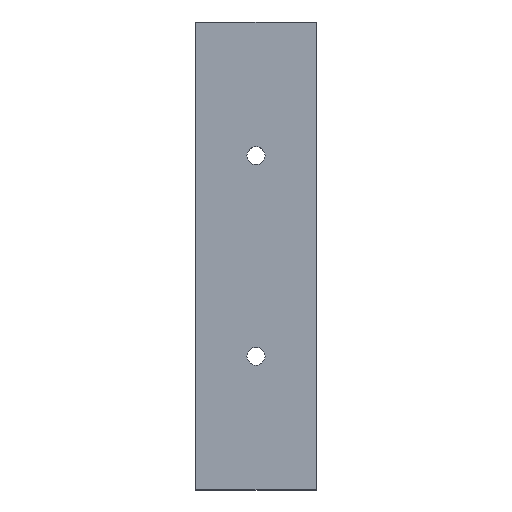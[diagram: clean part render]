
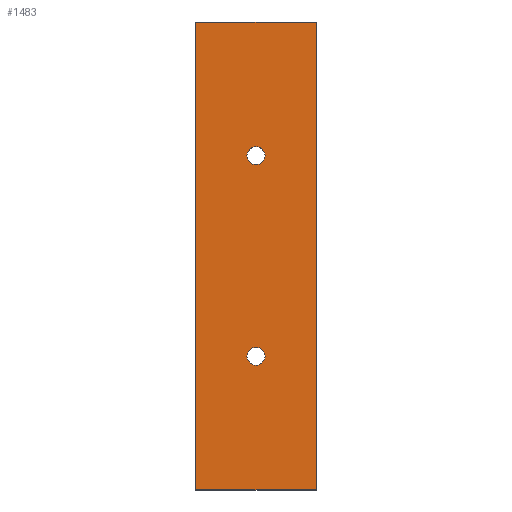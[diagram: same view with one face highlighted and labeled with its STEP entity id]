
A CAD part, top view. The second image highlights one B-rep face of the part: STEP entity #1483.
In plain terms, the highlighted planar face has unit normal (0, 0, 1).
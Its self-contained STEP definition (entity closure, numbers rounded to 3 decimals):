
#1338=CARTESIAN_POINT('',(6.75,75.0,90.0));
#1339=VERTEX_POINT('',#1338);
#1340=CARTESIAN_POINT('',(0.,75.0,90.0));
#1341=DIRECTION('',(0.0,0.0,-1.0));
#1342=DIRECTION('',(1.0,0.0,0.0));
#1343=AXIS2_PLACEMENT_3D('',#1340,#1341,#1342);
#1344=CIRCLE('',#1343,6.75);
#1345=EDGE_CURVE('',#1339,#1339,#1344,.T.);
#1379=CARTESIAN_POINT('',(6.75,-75.0,90.0));
#1380=VERTEX_POINT('',#1379);
#1381=CARTESIAN_POINT('',(0.,-75.0,90.0));
#1382=DIRECTION('',(0.0,0.0,-1.0));
#1383=DIRECTION('',(1.0,0.0,0.0));
#1384=AXIS2_PLACEMENT_3D('',#1381,#1382,#1383);
#1385=CIRCLE('',#1384,6.75);
#1386=EDGE_CURVE('',#1380,#1380,#1385,.T.);
#1399=CARTESIAN_POINT('',(-45.,-175.0,90.0));
#1400=VERTEX_POINT('',#1399);
#1401=CARTESIAN_POINT('',(-45.,175.0,90.0));
#1402=VERTEX_POINT('',#1401);
#1403=CARTESIAN_POINT('',(-45.,-175.0,90.0));
#1404=DIRECTION('',(0.0,1.0,0.0));
#1405=VECTOR('',#1404,350.0);
#1406=LINE('',#1403,#1405);
#1407=EDGE_CURVE('',#1400,#1402,#1406,.T.);
#1430=CARTESIAN_POINT('',(45.,175.0,90.0));
#1431=VERTEX_POINT('',#1430);
#1432=CARTESIAN_POINT('',(45.,-175.0,90.0));
#1433=VERTEX_POINT('',#1432);
#1434=CARTESIAN_POINT('',(45.,175.0,90.0));
#1435=DIRECTION('',(0.0,-1.0,0.0));
#1436=VECTOR('',#1435,350.0);
#1437=LINE('',#1434,#1436);
#1438=EDGE_CURVE('',#1431,#1433,#1437,.T.);
#1456=CARTESIAN_POINT('',(0.,0.0,90.0));
#1457=DIRECTION('',(0.0,0.0,1.0));
#1458=DIRECTION('',(1.0,0.0,0.0));
#1459=AXIS2_PLACEMENT_3D('',#1456,#1457,#1458);
#1460=PLANE('',#1459);
#1461=ORIENTED_EDGE('',*,*,#1407,.F.);
#1462=CARTESIAN_POINT('',(45.,-175.0,90.0));
#1463=DIRECTION('',(-1.0,0.0,0.0));
#1464=VECTOR('',#1463,90.0);
#1465=LINE('',#1462,#1464);
#1466=EDGE_CURVE('',#1433,#1400,#1465,.T.);
#1467=ORIENTED_EDGE('',*,*,#1466,.F.);
#1468=ORIENTED_EDGE('',*,*,#1438,.F.);
#1469=CARTESIAN_POINT('',(-45.,175.0,90.0));
#1470=DIRECTION('',(1.0,0.0,0.0));
#1471=VECTOR('',#1470,90.0);
#1472=LINE('',#1469,#1471);
#1473=EDGE_CURVE('',#1402,#1431,#1472,.T.);
#1474=ORIENTED_EDGE('',*,*,#1473,.F.);
#1475=EDGE_LOOP('',(#1461,#1467,#1468,#1474));
#1476=FACE_OUTER_BOUND('',#1475,.T.);
#1477=ORIENTED_EDGE('',*,*,#1345,.T.);
#1478=EDGE_LOOP('',(#1477));
#1479=FACE_BOUND('',#1478,.T.);
#1480=ORIENTED_EDGE('',*,*,#1386,.T.);
#1481=EDGE_LOOP('',(#1480));
#1482=FACE_BOUND('',#1481,.T.);
#1483=ADVANCED_FACE('',(#1476,#1479,#1482),#1460,.T.);
